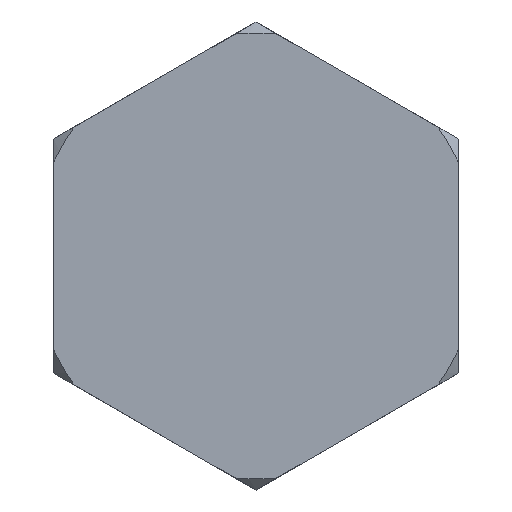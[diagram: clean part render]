
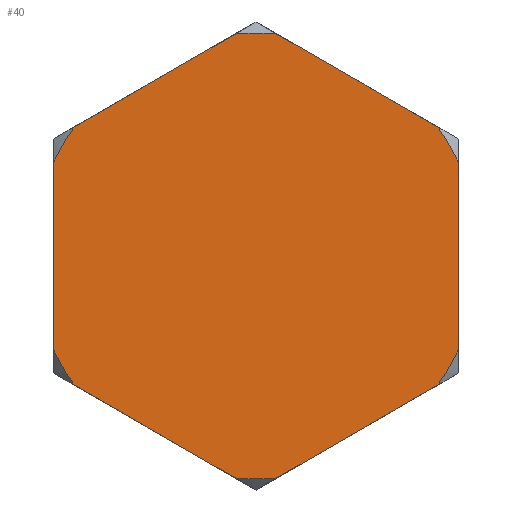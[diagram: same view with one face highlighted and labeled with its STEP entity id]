
A CAD part, front view. The second image highlights one B-rep face of the part: STEP entity #40.
In plain terms, the highlighted planar face has unit normal (0, -1, 0).
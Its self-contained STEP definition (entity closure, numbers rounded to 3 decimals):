
#40 = ADVANCED_FACE( '', ( #86 ), #87, .F. );
#86 = FACE_OUTER_BOUND( '', #136, .T. );
#87 = PLANE( '', #137 );
#136 = EDGE_LOOP( '', ( #221, #222, #223, #224, #225, #226, #227, #228, #229, #230, #231, #232 ) );
#137 = AXIS2_PLACEMENT_3D( '', #233, #234, #235 );
#221 = ORIENTED_EDGE( '', *, *, #344, .T. );
#222 = ORIENTED_EDGE( '', *, *, #345, .T. );
#223 = ORIENTED_EDGE( '', *, *, #346, .T. );
#224 = ORIENTED_EDGE( '', *, *, #347, .T. );
#225 = ORIENTED_EDGE( '', *, *, #348, .T. );
#226 = ORIENTED_EDGE( '', *, *, #349, .T. );
#227 = ORIENTED_EDGE( '', *, *, #350, .T. );
#228 = ORIENTED_EDGE( '', *, *, #351, .T. );
#229 = ORIENTED_EDGE( '', *, *, #352, .T. );
#230 = ORIENTED_EDGE( '', *, *, #353, .T. );
#231 = ORIENTED_EDGE( '', *, *, #354, .T. );
#232 = ORIENTED_EDGE( '', *, *, #340, .T. );
#233 = CARTESIAN_POINT( '', ( 12.1, 0., 0. ) );
#234 = DIRECTION( '', ( 0., 1., 0. ) );
#235 = DIRECTION( '', ( 0., 0., 1. ) );
#340 = EDGE_CURVE( '', #395, #393, #396, .T. );
#344 = EDGE_CURVE( '', #393, #401, #402, .T. );
#345 = EDGE_CURVE( '', #401, #403, #404, .T. );
#346 = EDGE_CURVE( '', #403, #405, #406, .T. );
#347 = EDGE_CURVE( '', #405, #407, #408, .T. );
#348 = EDGE_CURVE( '', #407, #409, #410, .T. );
#349 = EDGE_CURVE( '', #409, #411, #412, .T. );
#350 = EDGE_CURVE( '', #411, #413, #414, .T. );
#351 = EDGE_CURVE( '', #413, #415, #416, .T. );
#352 = EDGE_CURVE( '', #415, #417, #418, .T. );
#353 = EDGE_CURVE( '', #417, #419, #420, .T. );
#354 = EDGE_CURVE( '', #419, #395, #421, .T. );
#393 = VERTEX_POINT( '', #477 );
#395 = VERTEX_POINT( '', #482 );
#396 = LINE( '', #483, #484 );
#401 = VERTEX_POINT( '', #493 );
#402 = CIRCLE( '', #494, 12.1 );
#403 = VERTEX_POINT( '', #495 );
#404 = LINE( '', #496, #497 );
#405 = VERTEX_POINT( '', #498 );
#406 = CIRCLE( '', #499, 12.1 );
#407 = VERTEX_POINT( '', #500 );
#408 = LINE( '', #501, #502 );
#409 = VERTEX_POINT( '', #503 );
#410 = CIRCLE( '', #504, 12.1 );
#411 = VERTEX_POINT( '', #505 );
#412 = LINE( '', #506, #507 );
#413 = VERTEX_POINT( '', #508 );
#414 = CIRCLE( '', #509, 12.1 );
#415 = VERTEX_POINT( '', #510 );
#416 = LINE( '', #511, #512 );
#417 = VERTEX_POINT( '', #513 );
#418 = CIRCLE( '', #514, 12.1 );
#419 = VERTEX_POINT( '', #515 );
#420 = LINE( '', #516, #517 );
#421 = CIRCLE( '', #518, 12.1 );
#477 = CARTESIAN_POINT( '', ( -9.865, 0., 7.006 ) );
#482 = CARTESIAN_POINT( '', ( -1.135, 0., 12.047 ) );
#483 = CARTESIAN_POINT( '', ( 3.575, 0., 14.766 ) );
#484 = VECTOR( '', #634, 1000. );
#493 = CARTESIAN_POINT( '', ( -11., 0., 5.041 ) );
#494 = AXIS2_PLACEMENT_3D( '', #636, #637, #638 );
#495 = CARTESIAN_POINT( '', ( -11., 0., -5.041 ) );
#496 = CARTESIAN_POINT( '', ( -11., 0., 0. ) );
#497 = VECTOR( '', #639, 1000. );
#498 = CARTESIAN_POINT( '', ( -9.865, 0., -7.006 ) );
#499 = AXIS2_PLACEMENT_3D( '', #640, #641, #642 );
#500 = CARTESIAN_POINT( '', ( -1.135, 0., -12.047 ) );
#501 = CARTESIAN_POINT( '', ( 3.575, 0., -14.766 ) );
#502 = VECTOR( '', #643, 1000. );
#503 = CARTESIAN_POINT( '', ( 1.135, 0., -12.047 ) );
#504 = AXIS2_PLACEMENT_3D( '', #644, #645, #646 );
#505 = CARTESIAN_POINT( '', ( 9.865, 0., -7.006 ) );
#506 = CARTESIAN_POINT( '', ( 14.575, 0., -4.287 ) );
#507 = VECTOR( '', #647, 1000. );
#508 = CARTESIAN_POINT( '', ( 11., 0., -5.041 ) );
#509 = AXIS2_PLACEMENT_3D( '', #648, #649, #650 );
#510 = CARTESIAN_POINT( '', ( 11., 0., 5.041 ) );
#511 = CARTESIAN_POINT( '', ( 11., 0., 0. ) );
#512 = VECTOR( '', #651, 1000. );
#513 = CARTESIAN_POINT( '', ( 9.865, 0., 7.006 ) );
#514 = AXIS2_PLACEMENT_3D( '', #652, #653, #654 );
#515 = CARTESIAN_POINT( '', ( 1.135, 0., 12.047 ) );
#516 = CARTESIAN_POINT( '', ( 14.575, 0., 4.287 ) );
#517 = VECTOR( '', #655, 1000. );
#518 = AXIS2_PLACEMENT_3D( '', #656, #657, #658 );
#634 = DIRECTION( '', ( -0.866, 0., -0.5 ) );
#636 = CARTESIAN_POINT( '', ( 0., 0., 0. ) );
#637 = DIRECTION( '', ( 0., -1., 0. ) );
#638 = DIRECTION( '', ( 0., 0., -1. ) );
#639 = DIRECTION( '', ( 0., 0., -1. ) );
#640 = CARTESIAN_POINT( '', ( 0., 0., 0. ) );
#641 = DIRECTION( '', ( 0., -1., 0. ) );
#642 = DIRECTION( '', ( 0., 0., -1. ) );
#643 = DIRECTION( '', ( 0.866, 0., -0.5 ) );
#644 = CARTESIAN_POINT( '', ( 0., 0., 0. ) );
#645 = DIRECTION( '', ( 0., -1., 0. ) );
#646 = DIRECTION( '', ( 0., 0., -1. ) );
#647 = DIRECTION( '', ( 0.866, 0., 0.5 ) );
#648 = CARTESIAN_POINT( '', ( 0., 0., 0. ) );
#649 = DIRECTION( '', ( 0., -1., 0. ) );
#650 = DIRECTION( '', ( 0., 0., -1. ) );
#651 = DIRECTION( '', ( 0., 0., 1. ) );
#652 = CARTESIAN_POINT( '', ( 0., 0., 0. ) );
#653 = DIRECTION( '', ( 0., -1., 0. ) );
#654 = DIRECTION( '', ( 0., 0., -1. ) );
#655 = DIRECTION( '', ( -0.866, 0., 0.5 ) );
#656 = CARTESIAN_POINT( '', ( 0., 0., 0. ) );
#657 = DIRECTION( '', ( 0., -1., 0. ) );
#658 = DIRECTION( '', ( 0., 0., -1. ) );
